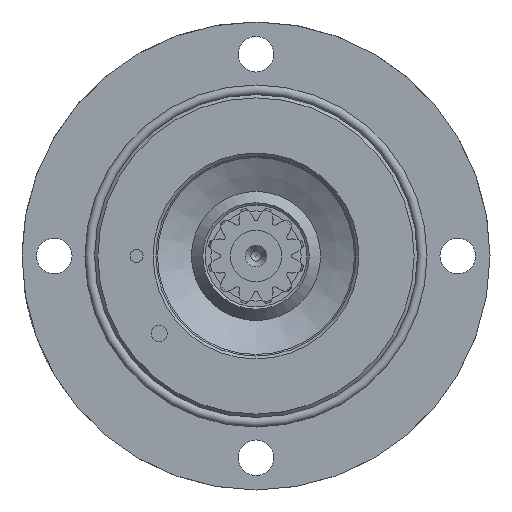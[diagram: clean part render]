
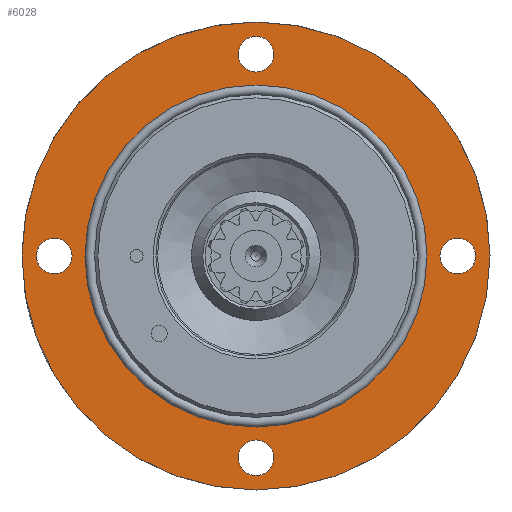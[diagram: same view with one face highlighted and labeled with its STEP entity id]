
A CAD part, left-side view. The second image highlights one B-rep face of the part: STEP entity #6028.
In plain terms, the highlighted planar face has unit normal (-1, 0, 0).
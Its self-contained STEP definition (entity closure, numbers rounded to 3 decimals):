
#2554=ORIENTED_EDGE('',*,*,#3511,.F.);
#2555=ORIENTED_EDGE('',*,*,#3541,.T.);
#2556=ORIENTED_EDGE('',*,*,#3542,.T.);
#2557=ORIENTED_EDGE('',*,*,#3543,.T.);
#2558=ORIENTED_EDGE('',*,*,#3544,.T.);
#2559=ORIENTED_EDGE('',*,*,#3545,.T.);
#3511=EDGE_CURVE('',#4150,#4150,#4551,.T.);
#3541=EDGE_CURVE('',#4176,#4176,#4565,.T.);
#3542=EDGE_CURVE('',#4177,#4177,#4566,.T.);
#3543=EDGE_CURVE('',#4178,#4178,#4567,.T.);
#3544=EDGE_CURVE('',#4179,#4179,#4568,.T.);
#3545=EDGE_CURVE('',#4180,#4180,#4569,.T.);
#4150=VERTEX_POINT('',#10896);
#4176=VERTEX_POINT('',#10970);
#4177=VERTEX_POINT('',#10972);
#4178=VERTEX_POINT('',#10974);
#4179=VERTEX_POINT('',#10976);
#4180=VERTEX_POINT('',#10978);
#4551=CIRCLE('',#6791,72.5);
#4565=CIRCLE('',#6808,51.5);
#4566=CIRCLE('',#6809,5.5);
#4567=CIRCLE('',#6810,5.5);
#4568=CIRCLE('',#6811,5.5);
#4569=CIRCLE('',#6812,5.5);
#4986=EDGE_LOOP('',(#2554));
#4987=EDGE_LOOP('',(#2555));
#4988=EDGE_LOOP('',(#2556));
#4989=EDGE_LOOP('',(#2557));
#4990=EDGE_LOOP('',(#2558));
#4991=EDGE_LOOP('',(#2559));
#5492=FACE_BOUND('',#4986,.T.);
#5493=FACE_BOUND('',#4987,.T.);
#5494=FACE_BOUND('',#4988,.T.);
#5495=FACE_BOUND('',#4989,.T.);
#5496=FACE_BOUND('',#4990,.T.);
#5497=FACE_BOUND('',#4991,.T.);
#5715=PLANE('',#6807);
#6028=ADVANCED_FACE('',(#5492,#5493,#5494,#5495,#5496,#5497),#5715,.F.);
#6791=AXIS2_PLACEMENT_3D('',#10895,#8421,#8422);
#6807=AXIS2_PLACEMENT_3D('',#10968,#8465,#8466);
#6808=AXIS2_PLACEMENT_3D('',#10969,#8467,#8468);
#6809=AXIS2_PLACEMENT_3D('',#10971,#8469,#8470);
#6810=AXIS2_PLACEMENT_3D('',#10973,#8471,#8472);
#6811=AXIS2_PLACEMENT_3D('',#10975,#8473,#8474);
#6812=AXIS2_PLACEMENT_3D('',#10977,#8475,#8476);
#8421=DIRECTION('',(1.,0.,0.));
#8422=DIRECTION('',(0.,0.,-1.));
#8465=DIRECTION('',(1.,0.,0.));
#8466=DIRECTION('',(0.,0.,-1.));
#8467=DIRECTION('',(1.,0.,0.));
#8468=DIRECTION('',(0.,0.,-1.));
#8469=DIRECTION('',(1.,0.,0.));
#8470=DIRECTION('',(0.,0.,-1.));
#8471=DIRECTION('',(1.,0.,0.));
#8472=DIRECTION('',(0.,0.,-1.));
#8473=DIRECTION('',(1.,0.,0.));
#8474=DIRECTION('',(0.,0.,-1.));
#8475=DIRECTION('',(1.,0.,0.));
#8476=DIRECTION('',(0.,0.,-1.));
#10895=CARTESIAN_POINT('',(0.,0.,0.));
#10896=CARTESIAN_POINT('',(0.,0.,-72.5));
#10968=CARTESIAN_POINT('',(0.,0.,0.));
#10969=CARTESIAN_POINT('',(0.,0.,0.));
#10970=CARTESIAN_POINT('',(0.,0.,-51.5));
#10971=CARTESIAN_POINT('',(0.,0.,62.5));
#10972=CARTESIAN_POINT('',(0.,0.,57.));
#10973=CARTESIAN_POINT('',(0.,-62.5,0.));
#10974=CARTESIAN_POINT('',(0.,-62.5,-5.5));
#10975=CARTESIAN_POINT('',(0.,0.,-62.5));
#10976=CARTESIAN_POINT('',(0.,0.,
-68.));
#10977=CARTESIAN_POINT('',(0.,62.5,0.));
#10978=CARTESIAN_POINT('',(0.,62.5,-5.5));
